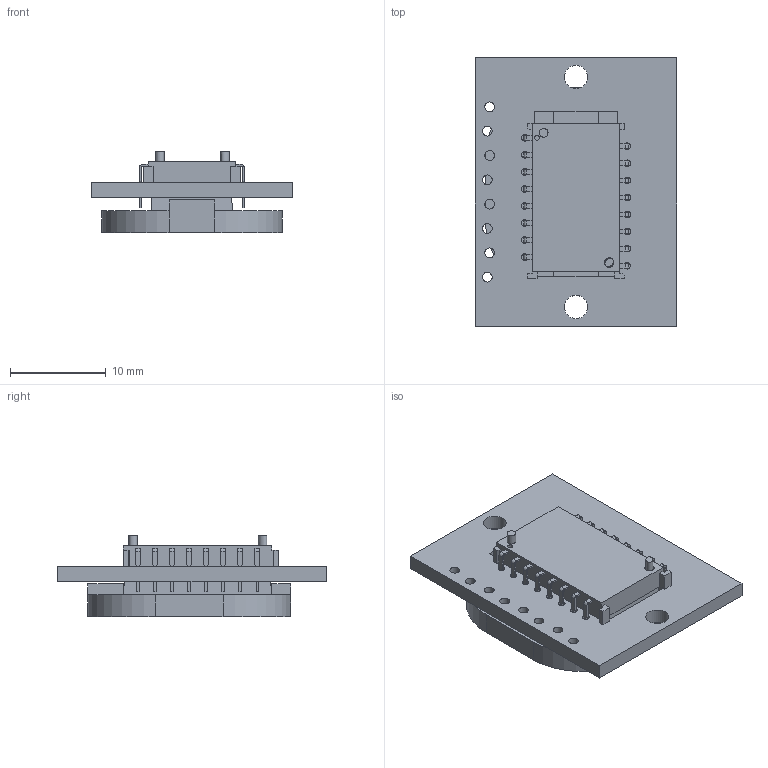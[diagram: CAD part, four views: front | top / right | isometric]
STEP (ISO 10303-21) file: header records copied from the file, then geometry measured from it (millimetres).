
FILE_DESCRIPTION(/* description */ (''),/* implementation_level */ '2;1');
FILE_NAME(/* name */ 'PMW3360 v12 v1.step',/* time_stamp */ '2024-03-30T03:33:46-04:00',/* author */ (''),/* organization */ (''),/* preprocessor_version */ 'ST-DEVELOPER v20',/* originating_system */ 'Autodesk Translation Framework v12.20.1.177',/* authorisation */ '');
FILE_SCHEMA (('AUTOMOTIVE_DESIGN { 1 0 10303 214 3 1 1 }'));
Length unit declared in the file: millimetre
Products named in the file (6): PMW3360 v12; Chip; Lead; Lead(Mirror); Lens; PMW3360DM PCB
Assembly tree (19 placements, depth 3):
  PMW3360 v12
    Chip
      Lead  x8
      Lead(Mirror)  x8
    Lens
    PMW3360DM PCB
Bounding box: 21 x 28 x 8.46 mm (x, y, z)
Volume: 1901.6 mm3; surface area: 3093.9 mm2
Topology: 19 solids, 19 shells, 393 faces, 1021 edges, 678 vertices
Faces by surface type: plane 310, cylinder 82, bspline 1
Full cylindrical faces by diameter (mm): 0.5 x1, 0.7 x16, 0.9 x2, 1 x1, 1.016 x8, 2.44 x2
Entity records: 6476 total; most frequent: CARTESIAN_POINT 1098, DIRECTION 1069, ORIENTED_EDGE 1034, EDGE_CURVE 517, LINE 407, VECTOR 407, VERTEX_POINT 342, AXIS2_PLACEMENT_3D 331
